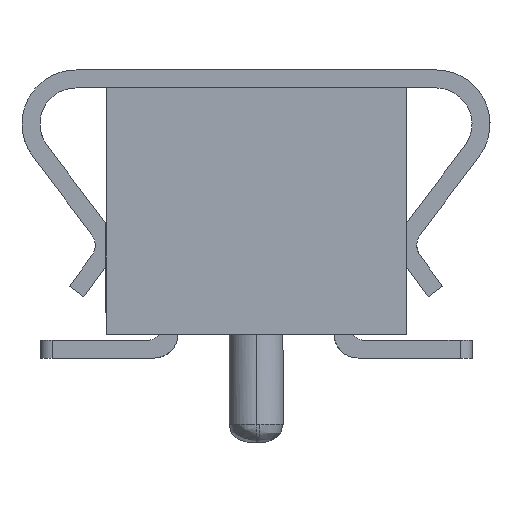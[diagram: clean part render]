
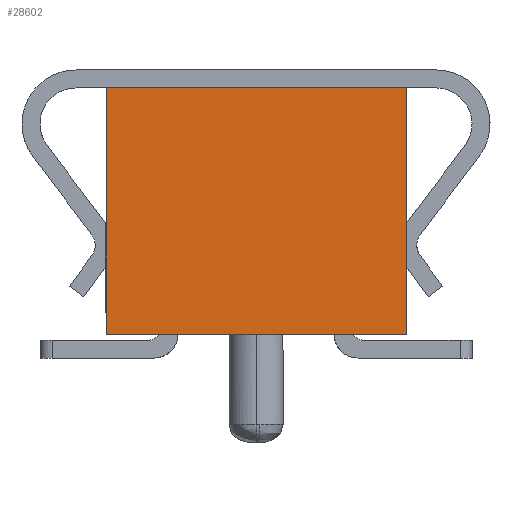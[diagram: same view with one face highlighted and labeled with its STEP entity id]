
A CAD part, left-side view. The second image highlights one B-rep face of the part: STEP entity #28602.
In plain terms, the highlighted planar face has unit normal (-1, 0, 0).
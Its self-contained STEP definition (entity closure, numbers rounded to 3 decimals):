
#1425=CARTESIAN_POINT('',(-10.2,-1.25,-1.025));
#1426=VERTEX_POINT('',#1425);
#1427=CARTESIAN_POINT('',(-10.2,-1.25,1.025));
#1428=VERTEX_POINT('',#1427);
#1429=CARTESIAN_POINT('',(-10.2,-1.25,-1.025));
#1430=CARTESIAN_POINT('',(-10.2,-1.25,-0.615));
#1431=CARTESIAN_POINT('',(-10.2,-1.25,-0.205));
#1432=CARTESIAN_POINT('',(-10.2,-1.25,0.205));
#1433=CARTESIAN_POINT('',(-10.2,-1.25,0.615));
#1434=CARTESIAN_POINT('',(-10.2,-1.25,1.025));
#1435=B_SPLINE_CURVE_WITH_KNOTS('',5,(#1429,#1430,#1431,#1432,#1433,#1434),.UNSPECIFIED.,.F.,.U.,(6,6),(0.,2.05),.UNSPECIFIED.);
#1436=EDGE_CURVE('',#1426,#1428,#1435,.T.);
#1679=CARTESIAN_POINT('',(-10.2,1.25,1.025));
#1680=VERTEX_POINT('',#1679);
#1681=CARTESIAN_POINT('',(-10.2,1.25,-1.025));
#1682=VERTEX_POINT('',#1681);
#1683=CARTESIAN_POINT('',(-10.2,1.25,1.025));
#1684=CARTESIAN_POINT('',(-10.2,1.25,0.615));
#1685=CARTESIAN_POINT('',(-10.2,1.25,0.205));
#1686=CARTESIAN_POINT('',(-10.2,1.25,-0.205));
#1687=CARTESIAN_POINT('',(-10.2,1.25,-0.615));
#1688=CARTESIAN_POINT('',(-10.2,1.25,-1.025));
#1689=B_SPLINE_CURVE_WITH_KNOTS('',5,(#1683,#1684,#1685,#1686,#1687,#1688),.UNSPECIFIED.,.F.,.U.,(6,6),(0.,2.05),.UNSPECIFIED.);
#1690=EDGE_CURVE('',#1680,#1682,#1689,.T.);
#1804=CARTESIAN_POINT('',(-10.2,-1.25,1.025));
#1805=CARTESIAN_POINT('',(-10.2,-0.75,1.025));
#1806=CARTESIAN_POINT('',(-10.2,-0.25,1.025));
#1807=CARTESIAN_POINT('',(-10.2,0.25,1.025));
#1808=CARTESIAN_POINT('',(-10.2,0.75,1.025));
#1809=CARTESIAN_POINT('',(-10.2,1.25,1.025));
#1810=B_SPLINE_CURVE_WITH_KNOTS('',5,(#1804,#1805,#1806,#1807,#1808,#1809),.UNSPECIFIED.,.F.,.U.,(6,6),(0.,2.5),.UNSPECIFIED.);
#1811=EDGE_CURVE('',#1428,#1680,#1810,.T.);
#28564=CARTESIAN_POINT('',(-10.2,0.,0.004));
#28565=DIRECTION('',(0.,-1.,0.));
#28566=DIRECTION('',(-1.,0.,0.));
#28567=AXIS2_PLACEMENT_3D('',#28564,#28566,#28565);
#28568=PLANE('',#28567);
#28569=CARTESIAN_POINT('',(-10.2,-0.8,-1.025));
#28570=VERTEX_POINT('',#28569);
#28571=CARTESIAN_POINT('',(-10.2,0.8,-1.025));
#28572=VERTEX_POINT('',#28571);
#28573=CARTESIAN_POINT('',(-10.2,-0.8,-1.025));
#28574=DIRECTION('',(0.,1.,0.));
#28575=VECTOR('',#28574,1.6);
#28576=LINE('',#28573,#28575);
#28577=EDGE_CURVE('',#28570,#28572,#28576,.T.);
#28578=ORIENTED_EDGE('',*,*,#28577,.F.);
#28579=CARTESIAN_POINT('',(-10.2,-0.8,-1.025));
#28580=CARTESIAN_POINT('',(-10.2,-0.89,-1.025));
#28581=CARTESIAN_POINT('',(-10.2,-0.98,-1.025));
#28582=CARTESIAN_POINT('',(-10.2,-1.07,-1.025));
#28583=CARTESIAN_POINT('',(-10.2,-1.16,-1.025));
#28584=CARTESIAN_POINT('',(-10.2,-1.25,-1.025));
#28585=B_SPLINE_CURVE_WITH_KNOTS('',5,(#28579,#28580,#28581,#28582,#28583,#28584),.UNSPECIFIED.,.F.,.U.,(6,6),(0.,0.45),.UNSPECIFIED.);
#28586=EDGE_CURVE('',#28570,#1426,#28585,.T.);
#28587=ORIENTED_EDGE('',*,*,#28586,.T.);
#28588=ORIENTED_EDGE('',*,*,#1436,.T.);
#28589=ORIENTED_EDGE('',*,*,#1811,.T.);
#28590=ORIENTED_EDGE('',*,*,#1690,.T.);
#28591=CARTESIAN_POINT('',(-10.2,1.25,-1.025));
#28592=CARTESIAN_POINT('',(-10.2,1.16,-1.025));
#28593=CARTESIAN_POINT('',(-10.2,1.07,-1.025));
#28594=CARTESIAN_POINT('',(-10.2,0.98,-1.025));
#28595=CARTESIAN_POINT('',(-10.2,0.89,-1.025));
#28596=CARTESIAN_POINT('',(-10.2,0.8,-1.025));
#28597=B_SPLINE_CURVE_WITH_KNOTS('',5,(#28591,#28592,#28593,#28594,#28595,#28596),.UNSPECIFIED.,.F.,.U.,(6,6),(0.,0.45),.UNSPECIFIED.);
#28598=EDGE_CURVE('',#1682,#28572,#28597,.T.);
#28599=ORIENTED_EDGE('',*,*,#28598,.T.);
#28600=EDGE_LOOP('',(#28578,#28587,#28588,#28589,#28590,#28599));
#28601=FACE_OUTER_BOUND('',#28600,.T.);
#28602=ADVANCED_FACE('',(#28601),#28568,.T.);
